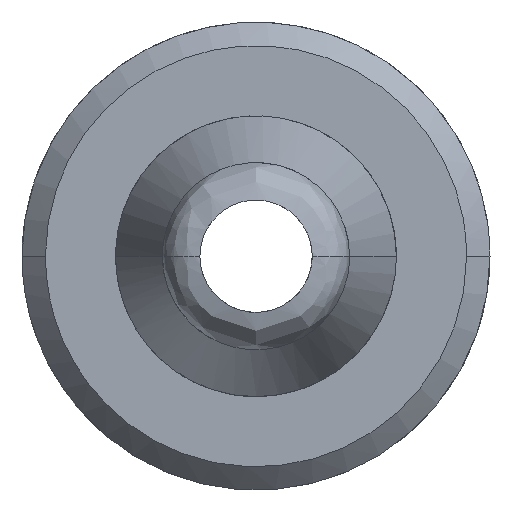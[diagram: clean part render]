
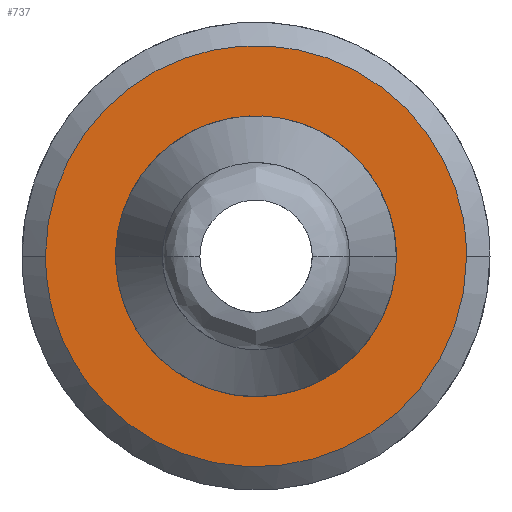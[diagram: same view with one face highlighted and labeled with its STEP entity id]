
A CAD part, front view. The second image highlights one B-rep face of the part: STEP entity #737.
In plain terms, the highlighted free-form (B-spline) face has degree [1, 1] with [2, 2] control points.
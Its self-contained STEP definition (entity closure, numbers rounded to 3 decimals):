
#32 = CARTESIAN_POINT ( 'NONE',  ( 0.652, -1., 1.116 ) ) ;
#57 = CARTESIAN_POINT ( 'NONE',  ( 1.25, -1., 0.328 ) ) ;
#140 = ORIENTED_EDGE ( 'NONE', *, *, #1745, .F. ) ;
#168 = CARTESIAN_POINT ( 'NONE',  ( 1.116, -1., 0.652 ) ) ;
#179 = CARTESIAN_POINT ( 'NONE',  ( 1.25, -1., 0. ) ) ;
#185 = CARTESIAN_POINT ( 'NONE',  ( -1.318, -1., 2.25 ) ) ;
#202 = CARTESIAN_POINT ( 'NONE',  ( -2.25, -1., 0. ) ) ;
#211 = CARTESIAN_POINT ( 'NONE',  ( -2.25, -1., 0. ) ) ;
#222 = CARTESIAN_POINT ( 'NONE',  ( -2.25, -1., -4.5 ) ) ;
#311 = B_SPLINE_CURVE_WITH_KNOTS ( 'NONE', 3,
 ( #1179, #1329, #746, #1744, #1611, #1468, #32, #168, #57, #179 ),
 .UNSPECIFIED., .F., .F.,
 ( 4, 2, 2, 2, 4 ),
 ( 0., 0.785, 1.571, 2.356, 3.142 ),
 .UNSPECIFIED. ) ;
#315 = CARTESIAN_POINT ( 'NONE',  ( -2.25, -1., 1.318 ) ) ;
#320 = CARTESIAN_POINT ( 'NONE',  ( 1.318, -1., 2.25 ) ) ;
#329 = CARTESIAN_POINT ( 'NONE',  ( -2.277, -1., -2.277 ) ) ;
#422 = EDGE_LOOP ( 'NONE', ( #1605, #1354 ) ) ;
#467 = VERTEX_POINT ( 'NONE', #211 ) ;
#471 = ORIENTED_EDGE ( 'NONE', *, *, #618, .F. ) ;
#480 = CARTESIAN_POINT ( 'NONE',  ( -2.277, -1., 2.277 ) ) ;
#530 = CARTESIAN_POINT ( 'NONE',  ( -1.25, -1., 0. ) ) ;
#618 = EDGE_CURVE ( 'NONE', #467, #1308, #1364, .T. ) ;
#669 = CARTESIAN_POINT ( 'NONE',  ( -1.116, -1., -0.652 ) ) ;
#707 =( BOUNDED_CURVE ( )  B_SPLINE_CURVE ( 3, ( #1628, #786, #222, #1067 ),
 .UNSPECIFIED., .F., .T. ) 
 B_SPLINE_CURVE_WITH_KNOTS ( ( 4, 4 ),
 ( -3.142, 0. ),
 .UNSPECIFIED. ) 
 CURVE ( )  GEOMETRIC_REPRESENTATION_ITEM ( )  RATIONAL_B_SPLINE_CURVE ( ( 1., 0.333, 0.333, 1. ) ) 
 REPRESENTATION_ITEM ( '' )  );
#725 = VERTEX_POINT ( 'NONE', #1498 ) ;
#726 = EDGE_CURVE ( 'NONE', #725, #1057, #311, .T. ) ;
#737 = ADVANCED_FACE ( 'NONE', ( #1353, #1757 ), #1052, .F. ) ;
#746 = CARTESIAN_POINT ( 'NONE',  ( -1.116, -1., 0.652 ) ) ;
#776 = CARTESIAN_POINT ( 'NONE',  ( 2.25, -1., 1.318 ) ) ;
#785 = CARTESIAN_POINT ( 'NONE',  ( 2.25, -1., 0. ) ) ;
#786 = CARTESIAN_POINT ( 'NONE',  ( 2.25, -1., -4.5 ) ) ;
#823 = EDGE_CURVE ( 'NONE', #1057, #725, #1727, .T. ) ;
#954 = CARTESIAN_POINT ( 'NONE',  ( -1.25, -1., -0.328 ) ) ;
#960 = CARTESIAN_POINT ( 'NONE',  ( -0.652, -1., -1.116 ) ) ;
#1037 = CARTESIAN_POINT ( 'NONE',  ( 2.277, -1., -2.277 ) ) ;
#1052 = B_SPLINE_SURFACE_WITH_KNOTS ( 'NONE', 1, 1, ( 
 ( #1037, #1319 ),
 ( #329, #480 ) ),
 .UNSPECIFIED., .F., .F., .F.,
 ( 2, 2 ),
 ( 2, 2 ),
 ( 0., 1. ),
 ( 0., 1. ),
 .UNSPECIFIED. ) ;
#1057 = VERTEX_POINT ( 'NONE', #1451 ) ;
#1067 = CARTESIAN_POINT ( 'NONE',  ( -2.25, -1., 0. ) ) ;
#1179 = CARTESIAN_POINT ( 'NONE',  ( -1.25, -1., 0. ) ) ;
#1188 = CARTESIAN_POINT ( 'NONE',  ( 0., -1., 2.25 ) ) ;
#1308 = VERTEX_POINT ( 'NONE', #1638 ) ;
#1319 = CARTESIAN_POINT ( 'NONE',  ( 2.277, -1., 2.277 ) ) ;
#1329 = CARTESIAN_POINT ( 'NONE',  ( -1.25, -1., 0.328 ) ) ;
#1353 = FACE_BOUND ( 'NONE', #422, .T. ) ;
#1354 = ORIENTED_EDGE ( 'NONE', *, *, #726, .T. ) ;
#1364 =( BOUNDED_CURVE ( )  B_SPLINE_CURVE ( 3, ( #202, #315, #185, #1188, #320, #776, #785 ),
 .UNSPECIFIED., .F., .F. ) 
 B_SPLINE_CURVE_WITH_KNOTS ( ( 4, 3, 4 ),
 ( -3.142, -1.571, 0. ),
 .UNSPECIFIED. ) 
 CURVE ( )  GEOMETRIC_REPRESENTATION_ITEM ( )  RATIONAL_B_SPLINE_CURVE ( ( 1., 0.805, 0.805, 1., 0.805, 0.805, 1. ) ) 
 REPRESENTATION_ITEM ( '' )  );
#1451 = CARTESIAN_POINT ( 'NONE',  ( 1.25, -1., 0. ) ) ;
#1468 = CARTESIAN_POINT ( 'NONE',  ( 0.328, -1., 1.25 ) ) ;
#1485 = EDGE_LOOP ( 'NONE', ( #140, #471 ) ) ;
#1498 = CARTESIAN_POINT ( 'NONE',  ( -1.25, -1., 0. ) ) ;
#1522 = CARTESIAN_POINT ( 'NONE',  ( 1.25, -1., 0. ) ) ;
#1530 = CARTESIAN_POINT ( 'NONE',  ( 0.652, -1., -1.116 ) ) ;
#1605 = ORIENTED_EDGE ( 'NONE', *, *, #823, .T. ) ;
#1611 = CARTESIAN_POINT ( 'NONE',  ( -0.328, -1., 1.25 ) ) ;
#1628 = CARTESIAN_POINT ( 'NONE',  ( 2.25, -1., 0. ) ) ;
#1638 = CARTESIAN_POINT ( 'NONE',  ( 2.25, -1., 0. ) ) ;
#1669 = CARTESIAN_POINT ( 'NONE',  ( 1.25, -1., -0.328 ) ) ;
#1727 = B_SPLINE_CURVE_WITH_KNOTS ( 'NONE', 3,
 ( #1522, #1669, #1795, #1530, #1801, #1816, #960, #669, #954, #530 ),
 .UNSPECIFIED., .F., .F.,
 ( 4, 2, 2, 2, 4 ),
 ( 0., 0.785, 1.571, 2.356, 3.142 ),
 .UNSPECIFIED. ) ;
#1744 = CARTESIAN_POINT ( 'NONE',  ( -0.652, -1., 1.116 ) ) ;
#1745 = EDGE_CURVE ( 'NONE', #1308, #467, #707, .T. ) ;
#1757 = FACE_OUTER_BOUND ( 'NONE', #1485, .T. ) ;
#1795 = CARTESIAN_POINT ( 'NONE',  ( 1.116, -1., -0.652 ) ) ;
#1801 = CARTESIAN_POINT ( 'NONE',  ( 0.328, -1., -1.25 ) ) ;
#1816 = CARTESIAN_POINT ( 'NONE',  ( -0.328, -1., -1.25 ) ) ;
